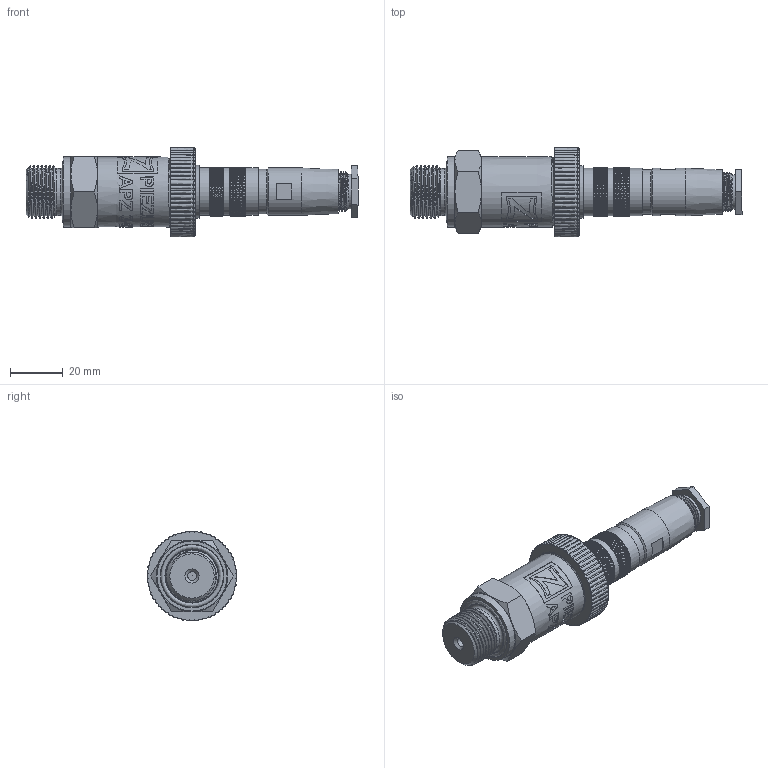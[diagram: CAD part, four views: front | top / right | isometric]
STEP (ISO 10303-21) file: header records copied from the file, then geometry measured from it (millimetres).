
FILE_DESCRIPTION(/* description */ (''),/* implementation_level */ '2;1');
FILE_NAME(/* name */ 'APZ3420_1_Binder723.step',/* time_stamp */ '2021-06-25T11:44:38+03:00',/* author */ (''),/* organization */ (''),/* preprocessor_version */ 'ST-DEVELOPER v18.1',/* originating_system */ 'Autodesk Translation Framework v10.9.0.1377',/* authorisation */ '');
FILE_SCHEMA (('AUTOMOTIVE_DESIGN { 1 0 10303 214 3 1 1 }'));
Products named in the file (7): АПЗ 3420 в.2; M20x1,5 DIN; OMAL nut M27x1.5 v8; Ш100.000.005 v4; Binder 723 assembly v4; Binder 723 female v10; Binder 723 male v8
Assembly tree (6 placements, depth 3):
  АПЗ 3420 в.2
    M20x1,5 DIN
    OMAL nut M27x1.5 v8
    Ш100.000.005 v4
    Binder 723 assembly v4
      Binder 723 female v10
      Binder 723 male v8
Bounding box: 125.58 x 34 x 34 mm (x, y, z)
Volume: 48246.3 mm3; surface area: 21278.9 mm2
Topology: 8 solids, 8 shells, 3518 faces, 8908 edges, 5827 vertices
Faces by surface type: plane 2150, cylinder 593, bspline 435, cone 333, torus 7
Full cylindrical faces by diameter (mm): 1 x15, 1.5 x5, 3.3 x1, 10 x1, 11.8 x1, 12 x1, 13 x1, 13.5 x1, 13.741 x3, 14.884 x2, 15.044 x5, 15.2 x1, 15.908 x4, 16.8 x1, 17.044 x7, 17.283 x6, 17.6 x1, 17.8 x1, 17.908 x7, 18 x4, 18.124 x7, 18.137 x6, 18.161 x2, 19.85 x5, 20 x1, 20.5 x2, 21.4 x2, 22.3 x1, 22.4 x1, 23.7 x2
Entity records: 131629 total; most frequent: CARTESIAN_POINT 47631, DIRECTION 17864, ORIENTED_EDGE 17812, EDGE_CURVE 8906, AXIS2_PLACEMENT_3D 7712, VERTEX_POINT 5827, EDGE_LOOP 3949, ELLIPSE 3870
